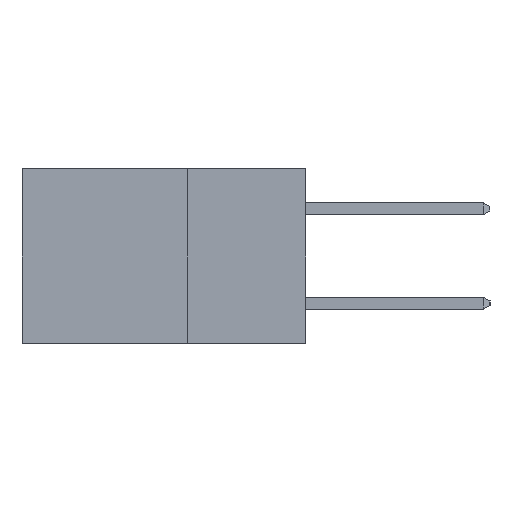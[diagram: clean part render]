
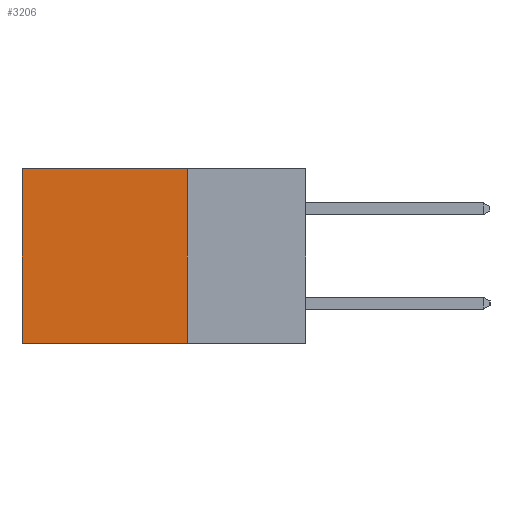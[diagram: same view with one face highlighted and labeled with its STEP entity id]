
A CAD part, left-side view. The second image highlights one B-rep face of the part: STEP entity #3206.
In plain terms, the highlighted planar face has unit normal (-1, 0, 0).
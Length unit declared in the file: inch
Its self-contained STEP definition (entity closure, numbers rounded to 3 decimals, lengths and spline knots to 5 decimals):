
#437 = DIRECTION ( 'NONE',  ( 0., 0., -1. ) ) ;
#443 = VECTOR ( 'NONE', #8781, 39.37008 ) ;
#446 = DIRECTION ( 'NONE',  ( 1., 0., 0. ) ) ;
#466 = CARTESIAN_POINT ( 'NONE',  ( 0.2615, 0.25, -0.37 ) ) ;
#588 = PLANE ( 'NONE',  #10461 ) ;
#2170 = EDGE_CURVE ( 'NONE', #7624, #9175, #2833, .T. ) ;
#2637 = CARTESIAN_POINT ( 'NONE',  ( 0.2615, 0.25, 0. ) ) ;
#2703 = EDGE_LOOP ( 'NONE', ( #6030, #6032, #6437, #8582 ) ) ;
#2833 = LINE ( 'NONE', #8775, #443 ) ;
#2854 = EDGE_CURVE ( 'NONE', #7624, #6152, #5253, .T. ) ;
#2868 = CARTESIAN_POINT ( 'NONE',  ( 0.2615, 0.6, -0.37 ) ) ;
#2913 = LINE ( 'NONE', #2868, #6974 ) ;
#2968 = VECTOR ( 'NONE', #3156, 39.37008 ) ;
#3113 = CARTESIAN_POINT ( 'NONE',  ( 0.2615, 0.25, -0.37 ) ) ;
#3156 = DIRECTION ( 'NONE',  ( 0., 0., -1. ) ) ;
#3206 = ADVANCED_FACE ( 'NONE', ( #9097 ), #588, .F. ) ;
#3847 = VECTOR ( 'NONE', #9504, 39.37008 ) ;
#5253 = LINE ( 'NONE', #3113, #2968 ) ;
#5870 = EDGE_CURVE ( 'NONE', #9175, #9203, #2913, .T. ) ;
#5872 = CARTESIAN_POINT ( 'NONE',  ( 0.2615, 0.6, 0. ) ) ;
#6030 = ORIENTED_EDGE ( 'NONE', *, *, #5870, .T. ) ;
#6032 = ORIENTED_EDGE ( 'NONE', *, *, #8273, .F. ) ;
#6136 = LINE ( 'NONE', #10355, #3847 ) ;
#6152 = VERTEX_POINT ( 'NONE', #6717 ) ;
#6437 = ORIENTED_EDGE ( 'NONE', *, *, #2854, .F. ) ;
#6717 = CARTESIAN_POINT ( 'NONE',  ( 0.2615, 0.25, -0.37 ) ) ;
#6974 = VECTOR ( 'NONE', #9700, 39.37008 ) ;
#7624 = VERTEX_POINT ( 'NONE', #2637 ) ;
#7636 = CARTESIAN_POINT ( 'NONE',  ( 0.2615, 0.6, -0.37 ) ) ;
#8273 = EDGE_CURVE ( 'NONE', #6152, #9203, #6136, .T. ) ;
#8582 = ORIENTED_EDGE ( 'NONE', *, *, #2170, .T. ) ;
#8775 = CARTESIAN_POINT ( 'NONE',  ( 0.2615, 0.25, 0. ) ) ;
#8781 = DIRECTION ( 'NONE',  ( 0., 1., 0. ) ) ;
#9097 = FACE_OUTER_BOUND ( 'NONE', #2703, .T. ) ;
#9175 = VERTEX_POINT ( 'NONE', #5872 ) ;
#9203 = VERTEX_POINT ( 'NONE', #7636 ) ;
#9504 = DIRECTION ( 'NONE',  ( 0., 1., 0. ) ) ;
#9700 = DIRECTION ( 'NONE',  ( 0., 0., -1. ) ) ;
#10355 = CARTESIAN_POINT ( 'NONE',  ( 0.2615, 0.25, -0.37 ) ) ;
#10461 = AXIS2_PLACEMENT_3D ( 'NONE', #466, #446, #437 ) ;
